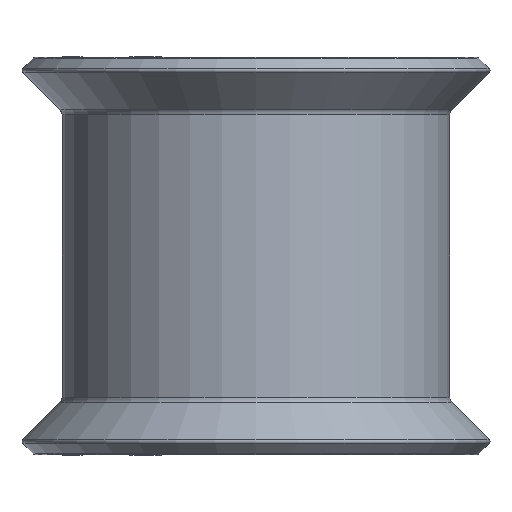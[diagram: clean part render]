
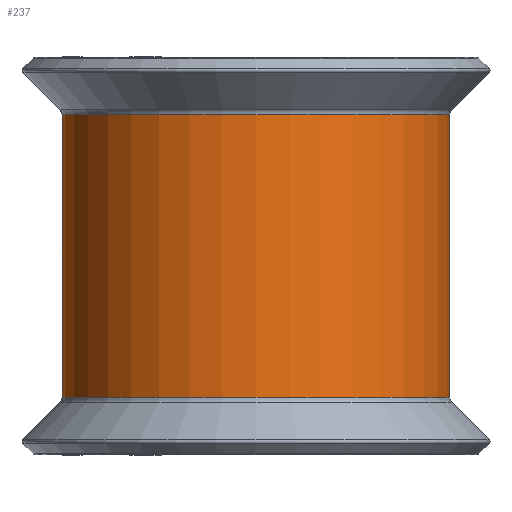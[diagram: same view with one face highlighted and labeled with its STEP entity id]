
A CAD part, front view. The second image highlights one B-rep face of the part: STEP entity #237.
In plain terms, the highlighted cylindrical face has radius 6.185 mm (diameter 12.37 mm), a partial arc.
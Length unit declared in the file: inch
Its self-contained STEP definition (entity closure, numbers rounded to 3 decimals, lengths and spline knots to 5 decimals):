
#176 = CARTESIAN_POINT ( 'NONE',  ( 0.2185, -0.593, 0.17722 ) ) ;
#180 = CARTESIAN_POINT ( 'NONE',  ( 0.2185, -0.593, 0.25 ) ) ;
#212 = EDGE_CURVE ( 'NONE', #1480, #1285, #1161, .T. ) ;
#237 = ADVANCED_FACE ( 'NONE', ( #1287 ), #2147, .T. ) ;
#269 = CARTESIAN_POINT ( 'NONE',  ( -0.025, -0.593, 0.25 ) ) ;
#293 = CARTESIAN_POINT ( 'NONE',  ( 0.2185, -0.593, -0.17722 ) ) ;
#383 = DIRECTION ( 'NONE',  ( -1., 0., 0. ) ) ;
#482 = CIRCLE ( 'NONE', #2336, 0.2435 ) ;
#487 = LINE ( 'NONE', #269, #2638 ) ;
#513 = DIRECTION ( 'NONE',  ( -1., 0., 0. ) ) ;
#519 = LINE ( 'NONE', #967, #1078 ) ;
#618 = DIRECTION ( 'NONE',  ( -1., 0., 0. ) ) ;
#793 = VERTEX_POINT ( 'NONE', #1839 ) ;
#967 = CARTESIAN_POINT ( 'NONE',  ( 0.2185, -0.3495, 0.25 ) ) ;
#1069 = EDGE_CURVE ( 'NONE', #1753, #1480, #519, .T. ) ;
#1078 = VECTOR ( 'NONE', #1378, 39.37008 ) ;
#1161 = CIRCLE ( 'NONE', #1544, 0.2435 ) ;
#1285 = VERTEX_POINT ( 'NONE', #1446 ) ;
#1287 = FACE_OUTER_BOUND ( 'NONE', #2395, .T. ) ;
#1378 = DIRECTION ( 'NONE',  ( 0., 0., -1. ) ) ;
#1406 = EDGE_CURVE ( 'NONE', #793, #1285, #487, .T. ) ;
#1446 = CARTESIAN_POINT ( 'NONE',  ( -0.025, -0.593, -0.17722 ) ) ;
#1480 = VERTEX_POINT ( 'NONE', #1501 ) ;
#1501 = CARTESIAN_POINT ( 'NONE',  ( 0.2185, -0.3495, -0.17722 ) ) ;
#1544 = AXIS2_PLACEMENT_3D ( 'NONE', #293, #1766, #513 ) ;
#1646 = DIRECTION ( 'NONE',  ( 0., 0., -1. ) ) ;
#1727 = CARTESIAN_POINT ( 'NONE',  ( 0.2185, -0.3495, 0.17722 ) ) ;
#1729 = DIRECTION ( 'NONE',  ( 0., 0., -1. ) ) ;
#1753 = VERTEX_POINT ( 'NONE', #1727 ) ;
#1766 = DIRECTION ( 'NONE',  ( 0., 0., -1. ) ) ;
#1839 = CARTESIAN_POINT ( 'NONE',  ( -0.025, -0.593, 0.17722 ) ) ;
#2033 = ORIENTED_EDGE ( 'NONE', *, *, #212, .F. ) ;
#2041 = EDGE_CURVE ( 'NONE', #1753, #793, #482, .T. ) ;
#2083 = DIRECTION ( 'NONE',  ( 0., 0., -1. ) ) ;
#2147 = CYLINDRICAL_SURFACE ( 'NONE', #2390, 0.2435 ) ;
#2201 = ORIENTED_EDGE ( 'NONE', *, *, #2041, .T. ) ;
#2268 = ORIENTED_EDGE ( 'NONE', *, *, #1069, .F. ) ;
#2336 = AXIS2_PLACEMENT_3D ( 'NONE', #176, #1646, #383 ) ;
#2390 = AXIS2_PLACEMENT_3D ( 'NONE', #180, #2083, #618 ) ;
#2395 = EDGE_LOOP ( 'NONE', ( #2712, #2033, #2268, #2201 ) ) ;
#2638 = VECTOR ( 'NONE', #1729, 39.37008 ) ;
#2712 = ORIENTED_EDGE ( 'NONE', *, *, #1406, .T. ) ;
